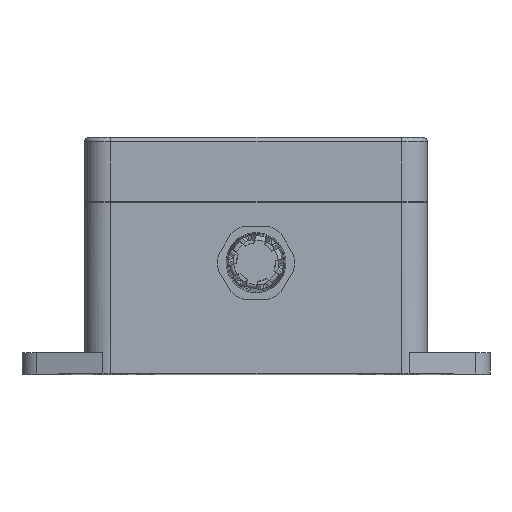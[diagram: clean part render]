
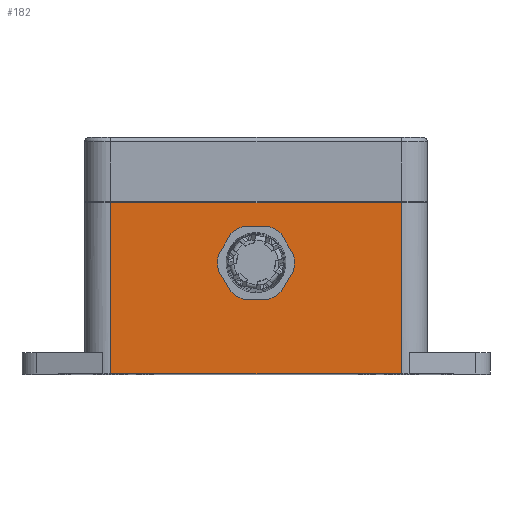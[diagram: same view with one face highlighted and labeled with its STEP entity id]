
A CAD part, top view. The second image highlights one B-rep face of the part: STEP entity #182.
In plain terms, the highlighted planar face has unit normal (0, 0, 1).
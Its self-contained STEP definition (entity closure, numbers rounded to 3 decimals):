
#182=ADVANCED_FACE('',(#61854,#61856),#61858,.T.);
#61854=FACE_BOUND('',#61855,.T.);
#61855=EDGE_LOOP('',(#114540,#114541,#114542,#114543,#114544,#114545,#114546,#114547,
#114548,#114549,#114550,#114551));
#61856=FACE_OUTER_BOUND('',#61857,.T.);
#61857=EDGE_LOOP('',(#114552,#114553,#114554,#114555));
#61858=PLANE('',#61859);
#61859=AXIS2_PLACEMENT_3D('',#61860,#61861,#61862);
#61860=CARTESIAN_POINT('',(-34.,0.,41.));
#61861=DIRECTION('',(0.,0.,1.));
#61862=DIRECTION('',(1.,0.,0.));
#114540=ORIENTED_EDGE('',*,*,#156953,.F.);
#114541=ORIENTED_EDGE('',*,*,#156954,.F.);
#114542=ORIENTED_EDGE('',*,*,#156955,.F.);
#114543=ORIENTED_EDGE('',*,*,#156956,.F.);
#114544=ORIENTED_EDGE('',*,*,#156957,.F.);
#114545=ORIENTED_EDGE('',*,*,#156958,.F.);
#114546=ORIENTED_EDGE('',*,*,#156959,.F.);
#114547=ORIENTED_EDGE('',*,*,#156960,.F.);
#114548=ORIENTED_EDGE('',*,*,#156961,.F.);
#114549=ORIENTED_EDGE('',*,*,#156962,.F.);
#114550=ORIENTED_EDGE('',*,*,#156963,.F.);
#114551=ORIENTED_EDGE('',*,*,#156964,.F.);
#114552=ORIENTED_EDGE('',*,*,#156911,.T.);
#114553=ORIENTED_EDGE('',*,*,#156952,.T.);
#114554=ORIENTED_EDGE('',*,*,#156933,.F.);
#114555=ORIENTED_EDGE('',*,*,#156965,.F.);
#156911=EDGE_CURVE('',#178417,#178415,#178418,.T.);
#156933=EDGE_CURVE('',#178457,#178459,#178460,.T.);
#156952=EDGE_CURVE('',#178415,#178459,#178489,.T.);
#156953=EDGE_CURVE('',#178490,#178491,#178492,.T.);
#156954=EDGE_CURVE('',#178493,#178490,#178494,.T.);
#156955=EDGE_CURVE('',#178495,#178493,#178496,.T.);
#156956=EDGE_CURVE('',#178497,#178495,#178498,.T.);
#156957=EDGE_CURVE('',#178499,#178497,#178500,.T.);
#156958=EDGE_CURVE('',#178501,#178499,#178502,.T.);
#156959=EDGE_CURVE('',#178503,#178501,#178504,.T.);
#156960=EDGE_CURVE('',#178505,#178503,#178506,.T.);
#156961=EDGE_CURVE('',#178507,#178505,#178508,.T.);
#156962=EDGE_CURVE('',#178509,#178507,#178510,.T.);
#156963=EDGE_CURVE('',#178511,#178509,#178512,.T.);
#156964=EDGE_CURVE('',#178491,#178511,#178513,.T.);
#156965=EDGE_CURVE('',#178417,#178457,#178514,.T.);
#178415=VERTEX_POINT('',#214885);
#178417=VERTEX_POINT('',#214890);
#178418=LINE('',#214891,#214892);
#178457=VERTEX_POINT('',#214982);
#178459=VERTEX_POINT('',#214987);
#178460=LINE('',#214988,#214989);
#178489=LINE('',#215061,#215062);
#178490=VERTEX_POINT('',#215064);
#178491=VERTEX_POINT('',#215065);
#178492=LINE('',#215066,#215067);
#178493=VERTEX_POINT('',#215069);
#178494=CIRCLE('',#215070,9.);
#178495=VERTEX_POINT('',#215074);
#178496=LINE('',#215075,#215076);
#178497=VERTEX_POINT('',#215078);
#178498=CIRCLE('',#215079,9.);
#178499=VERTEX_POINT('',#215083);
#178500=LINE('',#215084,#215085);
#178501=VERTEX_POINT('',#215087);
#178502=CIRCLE('',#215088,9.);
#178503=VERTEX_POINT('',#215092);
#178504=LINE('',#215093,#215094);
#178505=VERTEX_POINT('',#215096);
#178506=CIRCLE('',#215097,9.);
#178507=VERTEX_POINT('',#215101);
#178508=LINE('',#215102,#215103);
#178509=VERTEX_POINT('',#215105);
#178510=CIRCLE('',#215106,9.);
#178511=VERTEX_POINT('',#215110);
#178512=LINE('',#215111,#215112);
#178513=CIRCLE('',#215114,9.);
#178514=LINE('',#215118,#215119);
#214885=CARTESIAN_POINT('',(34.,0.,41.));
#214890=CARTESIAN_POINT('',(-34.,0.,41.));
#214891=CARTESIAN_POINT('',(-34.,0.,41.));
#214892=VECTOR('',#214893,1.);
#214893=DIRECTION('',(1.,0.,0.));
#214982=CARTESIAN_POINT('',(-34.,40.,41.));
#214987=CARTESIAN_POINT('',(34.,40.,41.));
#214988=CARTESIAN_POINT('',(-34.,40.,41.));
#214989=VECTOR('',#214990,1.);
#214990=DIRECTION('',(1.,0.,0.));
#215061=CARTESIAN_POINT('',(34.,0.,41.));
#215062=VECTOR('',#215063,1.);
#215063=DIRECTION('',(0.,1.,0.));
#215064=CARTESIAN_POINT('',(8.84,27.688,41.));
#215065=CARTESIAN_POINT('',(5.882,32.812,41.));
#215066=CARTESIAN_POINT('',(8.84,27.688,41.));
#215067=VECTOR('',#215068,1.);
#215068=DIRECTION('',(-0.5,0.866,0.));
#215069=CARTESIAN_POINT('',(8.84,24.312,41.));
#215070=AXIS2_PLACEMENT_3D('',#215071,#215072,#215073);
#215071=CARTESIAN_POINT('',(0.,26.,41.));
#215072=DIRECTION('',(-0.,0.,1.));
#215073=DIRECTION('',(0.982,-0.188,0.));
#215074=CARTESIAN_POINT('',(5.882,19.188,41.));
#215075=CARTESIAN_POINT('',(5.882,19.188,41.));
#215076=VECTOR('',#215077,1.);
#215077=DIRECTION('',(0.5,0.866,0.));
#215078=CARTESIAN_POINT('',(2.958,17.5,41.));
#215079=AXIS2_PLACEMENT_3D('',#215080,#215081,#215082);
#215080=CARTESIAN_POINT('',(0.,26.,41.));
#215081=DIRECTION('',(-0.,0.,1.));
#215082=DIRECTION('',(0.329,-0.944,0.));
#215083=CARTESIAN_POINT('',(-2.958,17.5,41.));
#215084=CARTESIAN_POINT('',(-2.958,17.5,41.));
#215085=VECTOR('',#215086,1.);
#215086=DIRECTION('',(1.,0.,0.));
#215087=CARTESIAN_POINT('',(-5.882,19.188,41.));
#215088=AXIS2_PLACEMENT_3D('',#215089,#215090,#215091);
#215089=CARTESIAN_POINT('',(0.,26.,41.));
#215090=DIRECTION('',(-0.,0.,1.));
#215091=DIRECTION('',(-0.654,-0.757,0.));
#215092=CARTESIAN_POINT('',(-8.84,24.312,41.));
#215093=CARTESIAN_POINT('',(-8.84,24.312,41.));
#215094=VECTOR('',#215095,1.);
#215095=DIRECTION('',(0.5,-0.866,0.));
#215096=CARTESIAN_POINT('',(-8.84,27.688,41.));
#215097=AXIS2_PLACEMENT_3D('',#215098,#215099,#215100);
#215098=CARTESIAN_POINT('',(0.,26.,41.));
#215099=DIRECTION('',(0.,-0.,1.));
#215100=DIRECTION('',(-0.982,0.188,0.));
#215101=CARTESIAN_POINT('',(-5.882,32.812,41.));
#215102=CARTESIAN_POINT('',(-5.882,32.812,41.));
#215103=VECTOR('',#215104,1.);
#215104=DIRECTION('',(-0.5,-0.866,0.));
#215105=CARTESIAN_POINT('',(-2.958,34.5,41.));
#215106=AXIS2_PLACEMENT_3D('',#215107,#215108,#215109);
#215107=CARTESIAN_POINT('',(0.,26.,41.));
#215108=DIRECTION('',(0.,-0.,1.));
#215109=DIRECTION('',(-0.329,0.944,0.));
#215110=CARTESIAN_POINT('',(2.958,34.5,41.));
#215111=CARTESIAN_POINT('',(2.958,34.5,41.));
#215112=VECTOR('',#215113,1.);
#215113=DIRECTION('',(-1.,0.,0.));
#215114=AXIS2_PLACEMENT_3D('',#215115,#215116,#215117);
#215115=CARTESIAN_POINT('',(0.,26.,41.));
#215116=DIRECTION('',(0.,-0.,1.));
#215117=DIRECTION('',(0.654,0.757,0.));
#215118=CARTESIAN_POINT('',(-34.,0.,41.));
#215119=VECTOR('',#215120,1.);
#215120=DIRECTION('',(0.,1.,0.));
